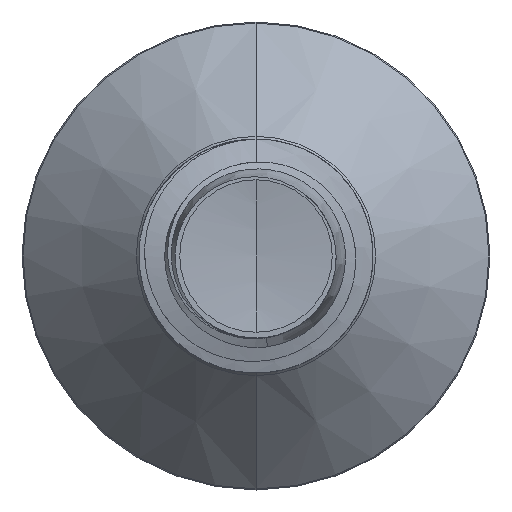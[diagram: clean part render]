
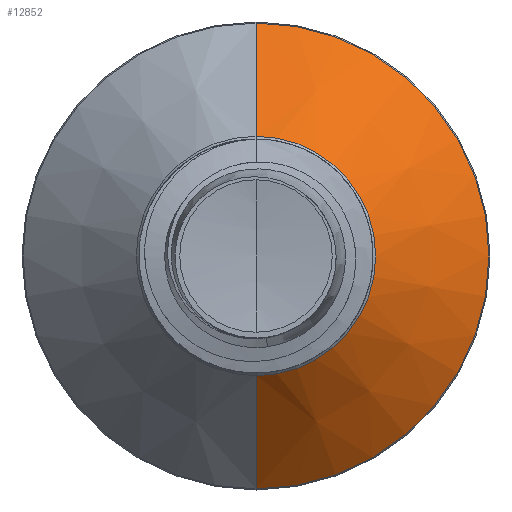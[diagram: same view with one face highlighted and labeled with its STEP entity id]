
A CAD part, front view. The second image highlights one B-rep face of the part: STEP entity #12852.
In plain terms, the highlighted conical face has half-angle 45 degrees and reference radius 2.302 mm.
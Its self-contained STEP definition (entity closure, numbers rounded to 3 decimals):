
#1574 = DIRECTION ( 'NONE',  ( 0., 0., 1. ) ) ;
#2430 = EDGE_CURVE ( 'NONE', #35699, #12715, #19111, .T. ) ;
#2536 = AXIS2_PLACEMENT_3D ( 'NONE', #34808, #18339, #1574 ) ;
#4613 = CIRCLE ( 'NONE', #4640, 2.302 ) ;
#4640 = AXIS2_PLACEMENT_3D ( 'NONE', #21434, #4717, #24190 ) ;
#4717 = DIRECTION ( 'NONE',  ( 0., 1., 0. ) ) ;
#5344 = DIRECTION ( 'NONE',  ( 0., 1., 0. ) ) ;
#5595 = CARTESIAN_POINT ( 'NONE',  ( 0., 17.102, -2.302 ) ) ;
#7883 = CARTESIAN_POINT ( 'NONE',  ( 0., 17.102, -2.302 ) ) ;
#8784 = CARTESIAN_POINT ( 'NONE',  ( 0., 17.102, 2.302 ) ) ;
#9140 = ORIENTED_EDGE ( 'NONE', *, *, #31526, .T. ) ;
#9757 = VECTOR ( 'NONE', #30230, 1000. ) ;
#9793 = CIRCLE ( 'NONE', #2536, 4.48 ) ;
#10030 = ORIENTED_EDGE ( 'NONE', *, *, #2430, .F. ) ;
#10039 = EDGE_LOOP ( 'NONE', ( #30400, #9140, #23955, #10030 ) ) ;
#10624 = LINE ( 'NONE', #5595, #9757 ) ;
#11590 = DIRECTION ( 'NONE',  ( 0., 0.707, 0.707 ) ) ;
#12559 = VECTOR ( 'NONE', #11590, 1000. ) ;
#12715 = VERTEX_POINT ( 'NONE', #13993 ) ;
#12852 = ADVANCED_FACE ( 'NONE', ( #30232 ), #13762, .T. ) ;
#13762 = CONICAL_SURFACE ( 'NONE', #18448, 2.302, 0.785 ) ;
#13993 = CARTESIAN_POINT ( 'NONE',  ( 0., 19.28, 4.48 ) ) ;
#14354 = EDGE_CURVE ( 'NONE', #35699, #35327, #4613, .T. ) ;
#16819 = CARTESIAN_POINT ( 'NONE',  ( 0., 17.102, 0. ) ) ;
#18339 = DIRECTION ( 'NONE',  ( 0., 1., 0. ) ) ;
#18448 = AXIS2_PLACEMENT_3D ( 'NONE', #16819, #5344, #33323 ) ;
#19111 = LINE ( 'NONE', #8784, #12559 ) ;
#21434 = CARTESIAN_POINT ( 'NONE',  ( 0., 17.102, 0. ) ) ;
#23049 = VERTEX_POINT ( 'NONE', #23532 ) ;
#23468 = EDGE_CURVE ( 'NONE', #12715, #23049, #9793, .T. ) ;
#23532 = CARTESIAN_POINT ( 'NONE',  ( 0., 19.28, -4.48 ) ) ;
#23955 = ORIENTED_EDGE ( 'NONE', *, *, #23468, .F. ) ;
#24190 = DIRECTION ( 'NONE',  ( 0., 0., 1. ) ) ;
#30195 = CARTESIAN_POINT ( 'NONE',  ( 0., 17.102, 2.302 ) ) ;
#30230 = DIRECTION ( 'NONE',  ( 0., 0.707, -0.707 ) ) ;
#30232 = FACE_OUTER_BOUND ( 'NONE', #10039, .T. ) ;
#30400 = ORIENTED_EDGE ( 'NONE', *, *, #14354, .T. ) ;
#31526 = EDGE_CURVE ( 'NONE', #35327, #23049, #10624, .T. ) ;
#33323 = DIRECTION ( 'NONE',  ( 0., 0., 1. ) ) ;
#34808 = CARTESIAN_POINT ( 'NONE',  ( 0., 19.28, 0. ) ) ;
#35327 = VERTEX_POINT ( 'NONE', #7883 ) ;
#35699 = VERTEX_POINT ( 'NONE', #30195 ) ;
